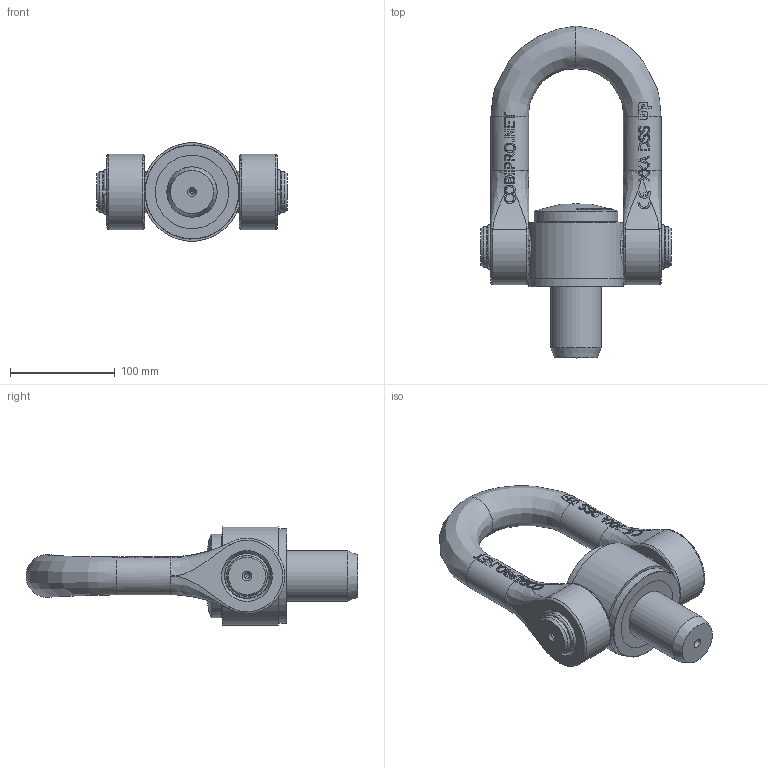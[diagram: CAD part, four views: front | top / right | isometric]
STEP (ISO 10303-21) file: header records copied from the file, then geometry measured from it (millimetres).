
FILE_DESCRIPTION(/* description */ (''),/* implementation_level */ '2;1');
FILE_NAME(/* name */ 'DSS M48X4 UP.stp',/* time_stamp */ '2017-09-20T08:47:43+02:00',/* author */ ('rklenes'),/* organization */ (''),/* preprocessor_version */ 'ST-DEVELOPER v16.5',/* originating_system */ 'Autodesk Inventor 2017',/* authorisation */ '');
FILE_SCHEMA (('AUTOMOTIVE_DESIGN { 1 0 10303 214 3 1 1 }'));
Length unit declared in the file: millimetre
Products named in the file (7): DSS M48X4 UP; DSS_N4BISX64; DSM_N4X64; DSM_N4; DIN 7993 - A 40; DSE_M48A_UP; DSA_M48X4X130_UP
Assembly tree (7 placements, depth 3):
  DSS M48X4 UP
    DSS_N4BISX64
      DSM_N4X64
      DSM_N4
      DIN 7993 - A 40  x2
    DSE_M48A_UP
    DSA_M48X4X130_UP
Bounding box: 182 x 317 x 93.66 mm (x, y, z)
Volume: 1353920.2 mm3; surface area: 188363.2 mm2
Topology: 6 solids, 6 shells, 857 faces, 2331 edges, 1543 vertices
Faces by surface type: plane 400, bspline 287, cylinder 81, cone 72, torus 17
Full cylindrical faces by diameter (mm): 4 x1, 4.917 x2, 36 x2, 39 x4, 40.2 x2, 48 x4, 48.2 x1, 63.7 x2, 64 x3, 80 x1, 90 x1
Entity records: 33052 total; most frequent: CARTESIAN_POINT 13497, ORIENTED_EDGE 4504, DIRECTION 3149, EDGE_CURVE 2252, VERTEX_POINT 1527, AXIS2_PLACEMENT_3D 1110, EDGE_LOOP 981, LINE 929
